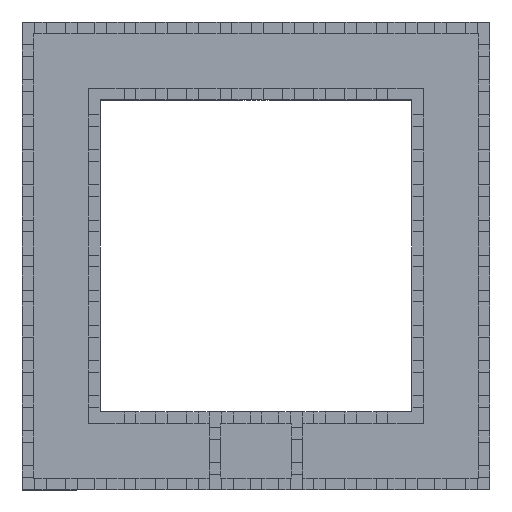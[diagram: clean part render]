
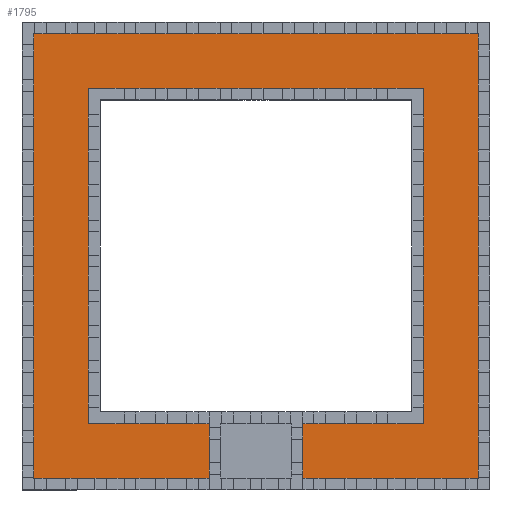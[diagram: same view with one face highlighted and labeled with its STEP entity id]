
A CAD part, top view. The second image highlights one B-rep face of the part: STEP entity #1795.
In plain terms, the highlighted planar face has unit normal (0, 0, 1).
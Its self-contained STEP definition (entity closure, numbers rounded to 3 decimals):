
#80 = LINE ( 'NONE', #13936, #7827 ) ;
#116 = LINE ( 'NONE', #11912, #8726 ) ;
#233 = ORIENTED_EDGE ( 'NONE', *, *, #12609, .T. ) ;
#361 = DIRECTION ( 'NONE',  ( -1., 0., 0. ) ) ;
#582 = CARTESIAN_POINT ( 'NONE',  ( -285., -285., 70. ) ) ;
#628 = EDGE_CURVE ( 'NONE', #3112, #9876, #4089, .T. ) ;
#686 = LINE ( 'NONE', #6664, #1369 ) ;
#939 = VECTOR ( 'NONE', #7772, 1000. ) ;
#1159 = LINE ( 'NONE', #11217, #12547 ) ;
#1367 = CARTESIAN_POINT ( 'NONE',  ( -285., 285., 70. ) ) ;
#1369 = VECTOR ( 'NONE', #11022, 1000. ) ;
#1636 = CARTESIAN_POINT ( 'NONE',  ( 215., 215., 70. ) ) ;
#1788 = DIRECTION ( 'NONE',  ( -1., 0., 0. ) ) ;
#1795 = ADVANCED_FACE ( 'NONE', ( #12868 ), #4509, .T. ) ;
#2140 = VERTEX_POINT ( 'NONE', #1636 ) ;
#2238 = VECTOR ( 'NONE', #12844, 1000. ) ;
#2323 = CARTESIAN_POINT ( 'NONE',  ( -215., 0., 70. ) ) ;
#2427 = VECTOR ( 'NONE', #361, 1000. ) ;
#2550 = DIRECTION ( 'NONE',  ( 0., -1., 0. ) ) ;
#2774 = LINE ( 'NONE', #11307, #2427 ) ;
#2794 = VERTEX_POINT ( 'NONE', #13008 ) ;
#2857 = ORIENTED_EDGE ( 'NONE', *, *, #4205, .T. ) ;
#2872 = ORIENTED_EDGE ( 'NONE', *, *, #628, .T. ) ;
#3112 = VERTEX_POINT ( 'NONE', #9066 ) ;
#3574 = CARTESIAN_POINT ( 'NONE',  ( -60., 0., 70. ) ) ;
#3662 = CARTESIAN_POINT ( 'NONE',  ( -60., -285., 70. ) ) ;
#3809 = EDGE_CURVE ( 'NONE', #9378, #2794, #1159, .T. ) ;
#3912 = CARTESIAN_POINT ( 'NONE',  ( 285., 0., 70. ) ) ;
#4060 = ORIENTED_EDGE ( 'NONE', *, *, #7715, .T. ) ;
#4088 = DIRECTION ( 'NONE',  ( 1., 0., 0. ) ) ;
#4089 = LINE ( 'NONE', #10137, #12911 ) ;
#4205 = EDGE_CURVE ( 'NONE', #7829, #6402, #116, .T. ) ;
#4509 = PLANE ( 'NONE',  #8111 ) ;
#4537 = CARTESIAN_POINT ( 'NONE',  ( 60., 0., 70. ) ) ;
#4693 = DIRECTION ( 'NONE',  ( 0., 0., 1. ) ) ;
#5117 = EDGE_CURVE ( 'NONE', #7413, #2140, #80, .T. ) ;
#5716 = ORIENTED_EDGE ( 'NONE', *, *, #7331, .T. ) ;
#5824 = CARTESIAN_POINT ( 'NONE',  ( -285., 0., 70. ) ) ;
#6063 = LINE ( 'NONE', #4537, #8644 ) ;
#6268 = ORIENTED_EDGE ( 'NONE', *, *, #5117, .T. ) ;
#6336 = VECTOR ( 'NONE', #13559, 1000. ) ;
#6402 = VERTEX_POINT ( 'NONE', #14229 ) ;
#6423 = CARTESIAN_POINT ( 'NONE',  ( 60., -285., 70. ) ) ;
#6664 = CARTESIAN_POINT ( 'NONE',  ( 0., -285., 70. ) ) ;
#6695 = EDGE_CURVE ( 'NONE', #8260, #9560, #2774, .T. ) ;
#6785 = CARTESIAN_POINT ( 'NONE',  ( -215., -215., 70. ) ) ;
#6850 = DIRECTION ( 'NONE',  ( -1., 0., 0. ) ) ;
#6902 = DIRECTION ( 'NONE',  ( 0., 1., 0. ) ) ;
#6958 = ORIENTED_EDGE ( 'NONE', *, *, #3809, .T. ) ;
#7287 = ORIENTED_EDGE ( 'NONE', *, *, #8367, .T. ) ;
#7331 = EDGE_CURVE ( 'NONE', #2794, #8260, #11394, .T. ) ;
#7413 = VERTEX_POINT ( 'NONE', #13085 ) ;
#7430 = LINE ( 'NONE', #5824, #11748 ) ;
#7640 = EDGE_CURVE ( 'NONE', #8565, #7836, #686, .T. ) ;
#7715 = EDGE_CURVE ( 'NONE', #7836, #3112, #10508, .T. ) ;
#7772 = DIRECTION ( 'NONE',  ( 0., 1., 0. ) ) ;
#7827 = VECTOR ( 'NONE', #4088, 1000. ) ;
#7829 = VERTEX_POINT ( 'NONE', #11583 ) ;
#7836 = VERTEX_POINT ( 'NONE', #3662 ) ;
#7946 = CARTESIAN_POINT ( 'NONE',  ( 0., 0., 70. ) ) ;
#8111 = AXIS2_PLACEMENT_3D ( 'NONE', #7946, #4693, #12383 ) ;
#8260 = VERTEX_POINT ( 'NONE', #8860 ) ;
#8367 = EDGE_CURVE ( 'NONE', #9560, #8565, #7430, .T. ) ;
#8565 = VERTEX_POINT ( 'NONE', #582 ) ;
#8644 = VECTOR ( 'NONE', #13566, 1000. ) ;
#8726 = VECTOR ( 'NONE', #1788, 1000. ) ;
#8860 = CARTESIAN_POINT ( 'NONE',  ( 285., 285., 70. ) ) ;
#9066 = CARTESIAN_POINT ( 'NONE',  ( -60., -215., 70. ) ) ;
#9267 = LINE ( 'NONE', #10340, #6336 ) ;
#9378 = VERTEX_POINT ( 'NONE', #6423 ) ;
#9379 = LINE ( 'NONE', #2323, #939 ) ;
#9560 = VERTEX_POINT ( 'NONE', #1367 ) ;
#9667 = EDGE_CURVE ( 'NONE', #2140, #7829, #9267, .T. ) ;
#9876 = VERTEX_POINT ( 'NONE', #6785 ) ;
#10137 = CARTESIAN_POINT ( 'NONE',  ( 0., -215., 70. ) ) ;
#10340 = CARTESIAN_POINT ( 'NONE',  ( 215., 0., 70. ) ) ;
#10486 = ORIENTED_EDGE ( 'NONE', *, *, #11312, .T. ) ;
#10508 = LINE ( 'NONE', #3574, #13433 ) ;
#11022 = DIRECTION ( 'NONE',  ( 1., 0., 0. ) ) ;
#11217 = CARTESIAN_POINT ( 'NONE',  ( 0., -285., 70. ) ) ;
#11307 = CARTESIAN_POINT ( 'NONE',  ( 0., 285., 70. ) ) ;
#11312 = EDGE_CURVE ( 'NONE', #9876, #7413, #9379, .T. ) ;
#11394 = LINE ( 'NONE', #3912, #2238 ) ;
#11583 = CARTESIAN_POINT ( 'NONE',  ( 215., -215., 70. ) ) ;
#11748 = VECTOR ( 'NONE', #2550, 1000. ) ;
#11912 = CARTESIAN_POINT ( 'NONE',  ( 0., -215., 70. ) ) ;
#12127 = DIRECTION ( 'NONE',  ( 1., 0., 0. ) ) ;
#12283 = ORIENTED_EDGE ( 'NONE', *, *, #7640, .T. ) ;
#12383 = DIRECTION ( 'NONE',  ( 1., 0., 0. ) ) ;
#12547 = VECTOR ( 'NONE', #12127, 1000. ) ;
#12609 = EDGE_CURVE ( 'NONE', #6402, #9378, #6063, .T. ) ;
#12844 = DIRECTION ( 'NONE',  ( 0., 1., 0. ) ) ;
#12868 = FACE_OUTER_BOUND ( 'NONE', #12917, .T. ) ;
#12911 = VECTOR ( 'NONE', #6850, 1000. ) ;
#12917 = EDGE_LOOP ( 'NONE', ( #5716, #13388, #7287, #12283, #4060, #2872, #10486, #6268, #13883, #2857, #233, #6958 ) ) ;
#13008 = CARTESIAN_POINT ( 'NONE',  ( 285., -285., 70. ) ) ;
#13085 = CARTESIAN_POINT ( 'NONE',  ( -215., 215., 70. ) ) ;
#13388 = ORIENTED_EDGE ( 'NONE', *, *, #6695, .T. ) ;
#13433 = VECTOR ( 'NONE', #6902, 1000. ) ;
#13559 = DIRECTION ( 'NONE',  ( 0., -1., 0. ) ) ;
#13566 = DIRECTION ( 'NONE',  ( 0., -1., 0. ) ) ;
#13883 = ORIENTED_EDGE ( 'NONE', *, *, #9667, .T. ) ;
#13936 = CARTESIAN_POINT ( 'NONE',  ( 0., 215., 70. ) ) ;
#14229 = CARTESIAN_POINT ( 'NONE',  ( 60., -215., 70. ) ) ;
